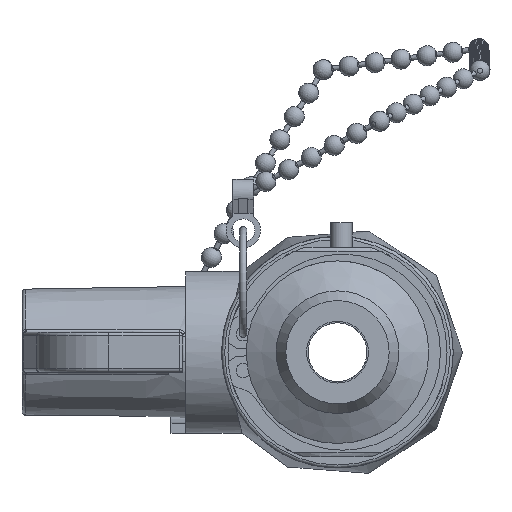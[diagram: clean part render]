
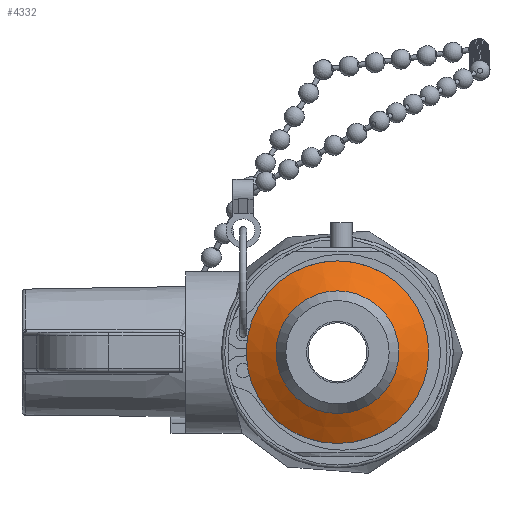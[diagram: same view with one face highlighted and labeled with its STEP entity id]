
A CAD part, left-side view. The second image highlights one B-rep face of the part: STEP entity #4332.
In plain terms, the highlighted conical face has half-angle 60.709 degrees and reference radius 13.271 mm.
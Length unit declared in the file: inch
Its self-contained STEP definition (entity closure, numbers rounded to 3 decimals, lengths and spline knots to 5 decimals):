
#542=CONICAL_SURFACE('',#4930,0.5225,1.06);
#727=FACE_OUTER_BOUND('',#999,.T.);
#999=EDGE_LOOP('',(#3733,#3734,#3735,#3736));
#1254=LINE('',#8737,#1506);
#1506=VECTOR('',#5959,0.5225);
#1763=CIRCLE('',#4922,0.625);
#1767=CIRCLE('',#4929,0.42);
#2124=VERTEX_POINT('',#8720);
#2128=VERTEX_POINT('',#8733);
#2674=EDGE_CURVE('',#2124,#2124,#1763,.T.);
#2679=EDGE_CURVE('',#2128,#2128,#1767,.T.);
#2681=EDGE_CURVE('',#2124,#2128,#1254,.T.);
#3733=ORIENTED_EDGE('',*,*,#2674,.F.);
#3734=ORIENTED_EDGE('',*,*,#2681,.T.);
#3735=ORIENTED_EDGE('',*,*,#2679,.T.);
#3736=ORIENTED_EDGE('',*,*,#2681,.F.);
#4332=ADVANCED_FACE('',(#727),#542,.T.);
#4922=AXIS2_PLACEMENT_3D('',#8722,#5939,#5940);
#4929=AXIS2_PLACEMENT_3D('',#8734,#5954,#5955);
#4930=AXIS2_PLACEMENT_3D('',#8736,#5957,#5958);
#5939=DIRECTION('center_axis',(1.,0.,0.));
#5940=DIRECTION('ref_axis',(0.,1.,0.));
#5954=DIRECTION('center_axis',(1.,0.,0.));
#5955=DIRECTION('ref_axis',(0.,1.,0.));
#5957=DIRECTION('center_axis',(1.,0.,0.));
#5958=DIRECTION('ref_axis',(0.,1.,0.));
#5959=DIRECTION('',(-0.489,0.872,0.));
#8720=CARTESIAN_POINT('',(0.911,-0.625,0.));
#8722=CARTESIAN_POINT('Origin',(0.911,0.,0.));
#8733=CARTESIAN_POINT('',(0.796,-0.42,0.));
#8734=CARTESIAN_POINT('Origin',(0.796,0.,0.));
#8736=CARTESIAN_POINT('Origin',(0.8535,0.,0.));
#8737=CARTESIAN_POINT('',(0.8535,-0.5225,0.));
